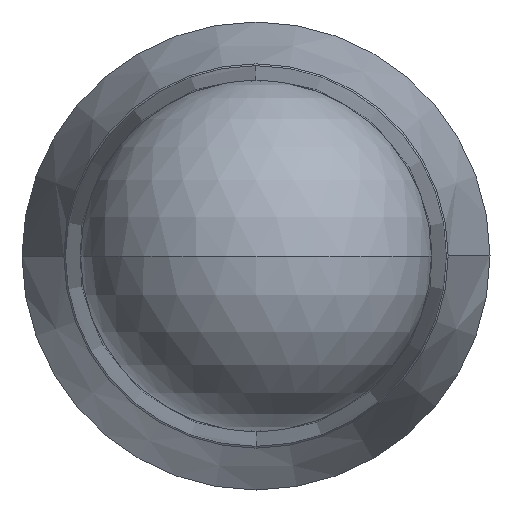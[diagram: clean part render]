
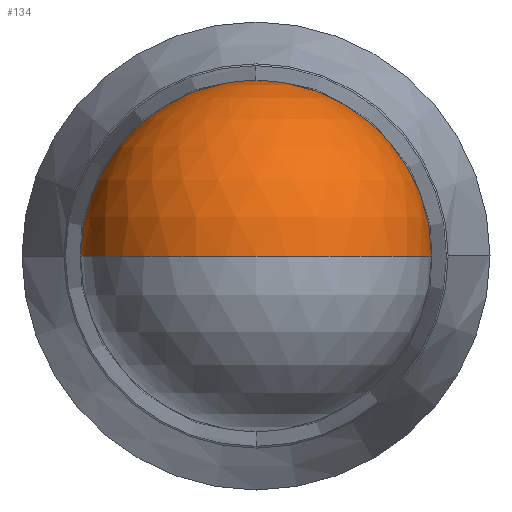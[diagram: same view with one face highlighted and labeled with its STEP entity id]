
A CAD part, front view. The second image highlights one B-rep face of the part: STEP entity #134.
In plain terms, the highlighted spherical face has radius 2.381 mm.
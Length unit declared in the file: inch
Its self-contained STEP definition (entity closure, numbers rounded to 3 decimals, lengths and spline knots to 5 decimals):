
#24 = CARTESIAN_POINT ( 'NONE',  ( 0., 0.09294, 0.09375 ) ) ;
#41 = CARTESIAN_POINT ( 'NONE',  ( 0., 0.09294, 0. ) ) ;
#64 = CARTESIAN_POINT ( 'NONE',  ( 0., 0.09375, 0. ) ) ;
#67 = VERTEX_POINT ( 'NONE', #128 ) ;
#92 = CIRCLE ( 'NONE', #485, 0.09375 ) ;
#96 = ORIENTED_EDGE ( 'NONE', *, *, #266, .T. ) ;
#109 = CARTESIAN_POINT ( 'NONE',  ( 0., 0.09375, 0. ) ) ;
#122 = EDGE_LOOP ( 'NONE', ( #279, #96, #198, #133 ) ) ;
#128 = CARTESIAN_POINT ( 'NONE',  ( 0.09375, 0.09294, 0. ) ) ;
#133 = ORIENTED_EDGE ( 'NONE', *, *, #404, .T. ) ;
#134 = ADVANCED_FACE ( 'NONE', ( #362 ), #521, .T. ) ;
#155 = AXIS2_PLACEMENT_3D ( 'NONE', #109, #388, #339 ) ;
#171 = CIRCLE ( 'NONE', #155, 0.09375 ) ;
#175 = CARTESIAN_POINT ( 'NONE',  ( 0., 0.09375, 0. ) ) ;
#188 = DIRECTION ( 'NONE',  ( 0., 0., -1. ) ) ;
#198 = ORIENTED_EDGE ( 'NONE', *, *, #394, .T. ) ;
#207 = DIRECTION ( 'NONE',  ( 1., 0., 0. ) ) ;
#212 = DIRECTION ( 'NONE',  ( 0., -1., 0. ) ) ;
#218 = DIRECTION ( 'NONE',  ( 0., 0., 1. ) ) ;
#226 = CIRCLE ( 'NONE', #411, 0.09375 ) ;
#246 = CIRCLE ( 'NONE', #397, 0.09375 ) ;
#249 = CARTESIAN_POINT ( 'NONE',  ( 0., 0., 0. ) ) ;
#266 = EDGE_CURVE ( 'NONE', #67, #337, #226, .T. ) ;
#279 = ORIENTED_EDGE ( 'NONE', *, *, #422, .F. ) ;
#337 = VERTEX_POINT ( 'NONE', #24 ) ;
#339 = DIRECTION ( 'NONE',  ( -1., 0., 0. ) ) ;
#357 = AXIS2_PLACEMENT_3D ( 'NONE', #175, #370, #447 ) ;
#362 = FACE_OUTER_BOUND ( 'NONE', #122, .T. ) ;
#370 = DIRECTION ( 'NONE',  ( 0., 0., -1. ) ) ;
#379 = DIRECTION ( 'NONE',  ( 0., -1., 0. ) ) ;
#385 = VERTEX_POINT ( 'NONE', #249 ) ;
#388 = DIRECTION ( 'NONE',  ( 0., 0., -1. ) ) ;
#394 = EDGE_CURVE ( 'NONE', #337, #479, #246, .T. ) ;
#397 = AXIS2_PLACEMENT_3D ( 'NONE', #425, #379, #188 ) ;
#404 = EDGE_CURVE ( 'NONE', #479, #385, #92, .T. ) ;
#411 = AXIS2_PLACEMENT_3D ( 'NONE', #41, #212, #424 ) ;
#422 = EDGE_CURVE ( 'NONE', #67, #385, #171, .T. ) ;
#424 = DIRECTION ( 'NONE',  ( 0., 0., -1. ) ) ;
#425 = CARTESIAN_POINT ( 'NONE',  ( 0., 0.09294, 0. ) ) ;
#447 = DIRECTION ( 'NONE',  ( -1., 0., 0. ) ) ;
#459 = CARTESIAN_POINT ( 'NONE',  ( -0.09375, 0.09294, 0. ) ) ;
#479 = VERTEX_POINT ( 'NONE', #459 ) ;
#485 = AXIS2_PLACEMENT_3D ( 'NONE', #64, #218, #207 ) ;
#521 = SPHERICAL_SURFACE ( 'NONE', #357, 0.09375 ) ;
